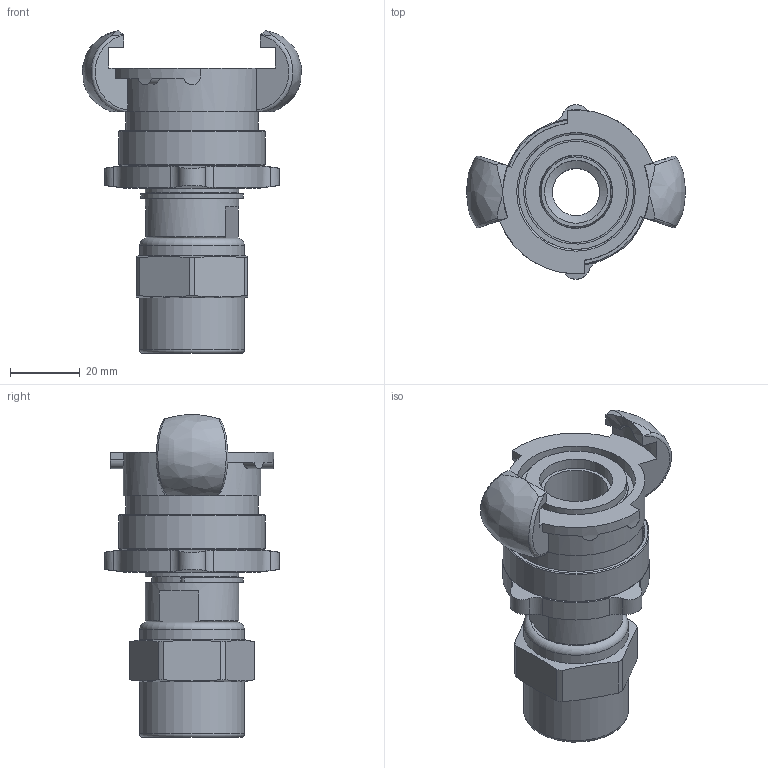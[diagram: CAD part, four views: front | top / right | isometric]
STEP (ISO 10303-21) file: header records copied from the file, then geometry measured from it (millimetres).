
FILE_DESCRIPTION(/* description */ (''),/* implementation_level */ '2;1');
FILE_NAME(/* name */ 'ssg_155_tq.stp',/* time_stamp */ '2020-04-07T09:09:38+02:00',/* author */ ('ertl'),/* organization */ (''),/* preprocessor_version */ 'ST-DEVELOPER v17',/* originating_system */ 'Autodesk Inventor 2018',/* authorisation */ '0 mm^3');
FILE_SCHEMA (('AUTOMOTIVE_DESIGN { 1 0 10303 214 3 1 1 }'));
Length unit declared in the file: millimetre
Products named in the file (1): ssg_155_tq
Bounding box: 62.87 x 50 x 92.57 mm (x, y, z)
Volume: 57071.4 mm3; surface area: 33970.4 mm2
Topology: 1 solids, 1 shells, 166 faces, 466 edges, 329 vertices
Faces by surface type: cylinder 74, plane 56, cone 22, bspline 6, sphere 4, torus 4
Full cylindrical faces by diameter (mm): 4 x1, 13.5 x1, 18 x1, 19 x1, 20.7 x1, 21 x1, 23 x1, 26 x2, 26.8 x2, 27.5 x1, 29 x1, 30 x5, 31 x1, 33 x1, 33.249 x1, 34 x1, 37.9 x1, 38 x2, 39 x1, 42 x1
Entity records: 6563 total; most frequent: CARTESIAN_POINT 1976, ORIENTED_EDGE 932, DIRECTION 923, EDGE_CURVE 466, AXIS2_PLACEMENT_3D 390, VERTEX_POINT 329, CIRCLE 229, EDGE_LOOP 197
